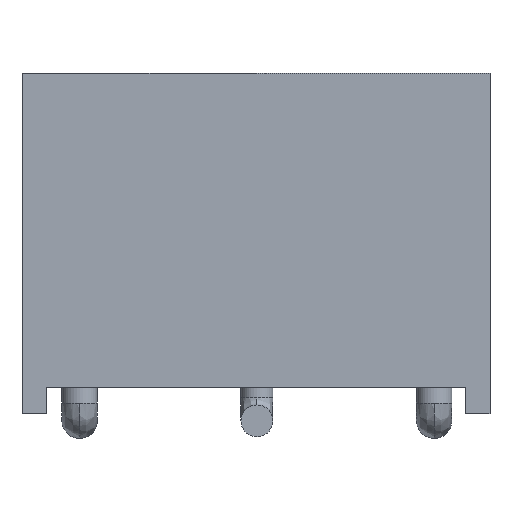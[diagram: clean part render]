
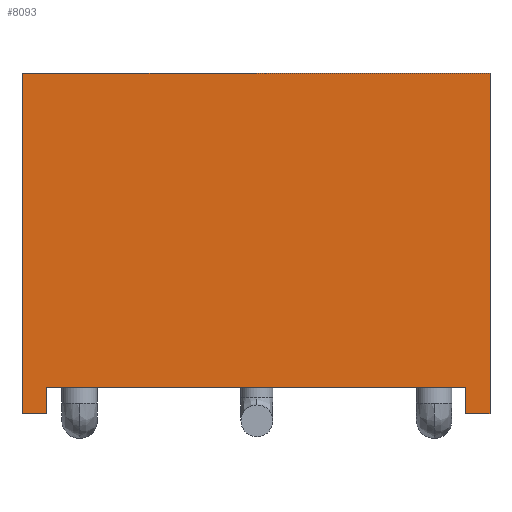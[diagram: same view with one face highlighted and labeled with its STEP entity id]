
A CAD part, front view. The second image highlights one B-rep face of the part: STEP entity #8093.
In plain terms, the highlighted planar face has unit normal (0, -1, 0).
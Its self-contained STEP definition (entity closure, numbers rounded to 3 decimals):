
#322 = CARTESIAN_POINT ( 'NONE',  ( 1.842, -4.801, -1.636 ) ) ;
#952 = CARTESIAN_POINT ( 'NONE',  ( -1.156, -4.801, -1.636 ) ) ;
#995 = VECTOR ( 'NONE', #4849, 1000. ) ;
#1015 = CARTESIAN_POINT ( 'NONE',  ( -1.511, -4.801, -2.017 ) ) ;
#1238 = VECTOR ( 'NONE', #4199, 1000. ) ;
#1406 = EDGE_LOOP ( 'NONE', ( #5196, #11238, #15097, #4211, #10851, #5620, #12486, #8601 ) ) ;
#1641 = DIRECTION ( 'NONE',  ( 0., -1., 0. ) ) ;
#1765 = LINE ( 'NONE', #1922, #12818 ) ;
#1922 = CARTESIAN_POINT ( 'NONE',  ( -1.156, -4.801, -2.017 ) ) ;
#2071 = LINE ( 'NONE', #15888, #4095 ) ;
#2484 = VERTEX_POINT ( 'NONE', #9505 ) ;
#2528 = VECTOR ( 'NONE', #8627, 1000. ) ;
#2675 = VERTEX_POINT ( 'NONE', #12637 ) ;
#2811 = EDGE_CURVE ( 'NONE', #15580, #10593, #7608, .T. ) ;
#2885 = DIRECTION ( 'NONE',  ( 0., 0., -1. ) ) ;
#2916 = EDGE_CURVE ( 'NONE', #8356, #15580, #2071, .T. ) ;
#2995 = LINE ( 'NONE', #6856, #14661 ) ;
#3302 = VECTOR ( 'NONE', #4066, 1000. ) ;
#4066 = DIRECTION ( 'NONE',  ( 1., 0., 0. ) ) ;
#4095 = VECTOR ( 'NONE', #14745, 1000. ) ;
#4199 = DIRECTION ( 'NONE',  ( -1., 0., 0. ) ) ;
#4211 = ORIENTED_EDGE ( 'NONE', *, *, #2811, .T. ) ;
#4558 = EDGE_CURVE ( 'NONE', #2675, #2484, #9721, .T. ) ;
#4849 = DIRECTION ( 'NONE',  ( 0., 0., 1. ) ) ;
#4996 = DIRECTION ( 'NONE',  ( 0., 0., 1. ) ) ;
#5196 = ORIENTED_EDGE ( 'NONE', *, *, #9028, .T. ) ;
#5620 = ORIENTED_EDGE ( 'NONE', *, *, #16153, .T. ) ;
#5732 = AXIS2_PLACEMENT_3D ( 'NONE', #12923, #1641, #2885 ) ;
#6045 = CARTESIAN_POINT ( 'NONE',  ( 4.839, -4.801, -2.017 ) ) ;
#6053 = VERTEX_POINT ( 'NONE', #952 ) ;
#6083 = VERTEX_POINT ( 'NONE', #7106 ) ;
#6570 = LINE ( 'NONE', #322, #1238 ) ;
#6779 = DIRECTION ( 'NONE',  ( 0., 0., 1. ) ) ;
#6856 = CARTESIAN_POINT ( 'NONE',  ( -1.511, -4.801, -2.017 ) ) ;
#7106 = CARTESIAN_POINT ( 'NONE',  ( 5.194, -4.801, 2.86 ) ) ;
#7608 = LINE ( 'NONE', #12710, #3302 ) ;
#7706 = CARTESIAN_POINT ( 'NONE',  ( 5.194, -4.801, -2.017 ) ) ;
#7782 = VECTOR ( 'NONE', #4996, 1000. ) ;
#8093 = ADVANCED_FACE ( 'NONE', ( #11186 ), #12515, .T. ) ;
#8193 = EDGE_CURVE ( 'NONE', #8356, #6053, #6570, .T. ) ;
#8356 = VERTEX_POINT ( 'NONE', #12495 ) ;
#8601 = ORIENTED_EDGE ( 'NONE', *, *, #8959, .T. ) ;
#8627 = DIRECTION ( 'NONE',  ( -1., 0., 0. ) ) ;
#8670 = CARTESIAN_POINT ( 'NONE',  ( 5.194, -4.801, -2.017 ) ) ;
#8959 = EDGE_CURVE ( 'NONE', #2675, #9823, #2995, .T. ) ;
#9028 = EDGE_CURVE ( 'NONE', #9823, #6053, #1765, .T. ) ;
#9505 = CARTESIAN_POINT ( 'NONE',  ( -1.511, -4.801, 2.86 ) ) ;
#9721 = LINE ( 'NONE', #1015, #995 ) ;
#9823 = VERTEX_POINT ( 'NONE', #14967 ) ;
#9934 = LINE ( 'NONE', #11083, #2528 ) ;
#9941 = LINE ( 'NONE', #7706, #7782 ) ;
#10593 = VERTEX_POINT ( 'NONE', #8670 ) ;
#10851 = ORIENTED_EDGE ( 'NONE', *, *, #14877, .T. ) ;
#11083 = CARTESIAN_POINT ( 'NONE',  ( -1.511, -4.801, 2.86 ) ) ;
#11186 = FACE_OUTER_BOUND ( 'NONE', #1406, .T. ) ;
#11238 = ORIENTED_EDGE ( 'NONE', *, *, #8193, .F. ) ;
#12486 = ORIENTED_EDGE ( 'NONE', *, *, #4558, .F. ) ;
#12495 = CARTESIAN_POINT ( 'NONE',  ( 4.839, -4.801, -1.636 ) ) ;
#12515 = PLANE ( 'NONE',  #5732 ) ;
#12637 = CARTESIAN_POINT ( 'NONE',  ( -1.511, -4.801, -2.017 ) ) ;
#12710 = CARTESIAN_POINT ( 'NONE',  ( -1.511, -4.801, -2.017 ) ) ;
#12818 = VECTOR ( 'NONE', #6779, 1000. ) ;
#12923 = CARTESIAN_POINT ( 'NONE',  ( -1.511, -4.801, -2.017 ) ) ;
#12966 = DIRECTION ( 'NONE',  ( 1., 0., 0. ) ) ;
#14661 = VECTOR ( 'NONE', #12966, 1000. ) ;
#14745 = DIRECTION ( 'NONE',  ( 0., 0., -1. ) ) ;
#14877 = EDGE_CURVE ( 'NONE', #10593, #6083, #9941, .T. ) ;
#14967 = CARTESIAN_POINT ( 'NONE',  ( -1.156, -4.801, -2.017 ) ) ;
#15097 = ORIENTED_EDGE ( 'NONE', *, *, #2916, .T. ) ;
#15580 = VERTEX_POINT ( 'NONE', #6045 ) ;
#15888 = CARTESIAN_POINT ( 'NONE',  ( 4.839, -4.801, -2.017 ) ) ;
#16153 = EDGE_CURVE ( 'NONE', #6083, #2484, #9934, .T. ) ;
